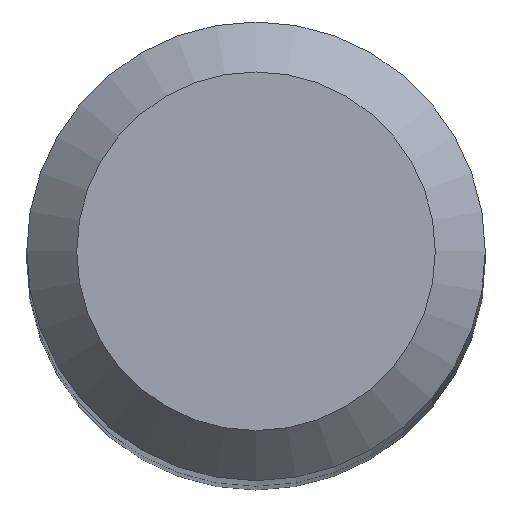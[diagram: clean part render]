
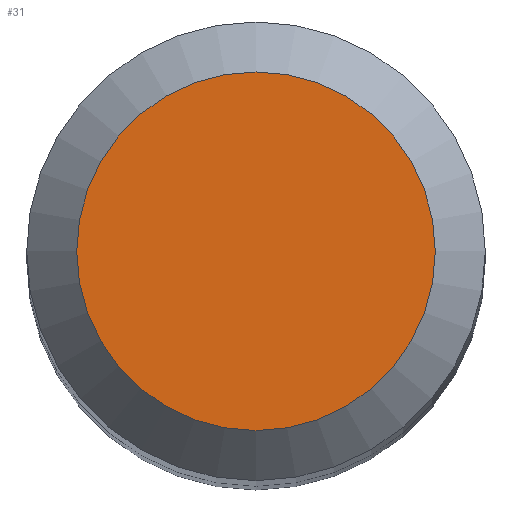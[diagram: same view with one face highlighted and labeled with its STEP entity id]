
A CAD part, top view. The second image highlights one B-rep face of the part: STEP entity #31.
In plain terms, the highlighted planar face has unit normal (0, 0, 1).
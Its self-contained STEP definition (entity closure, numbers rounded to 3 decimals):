
#20 = DIRECTION ( 'NONE',  ( 0., 0., -1. ) ) ;
#22 = DIRECTION ( 'NONE',  ( 0., 1., 0. ) ) ;
#31 = ADVANCED_FACE ( 'NONE', ( #165 ), #176, .F. ) ;
#60 = DIRECTION ( 'NONE',  ( 0., 0., -1. ) ) ;
#61 = CARTESIAN_POINT ( 'NONE',  ( 0., 0., 66. ) ) ;
#65 = AXIS2_PLACEMENT_3D ( 'NONE', #61, #20, #22 ) ;
#85 = CARTESIAN_POINT ( 'NONE',  ( 0., 0., 66. ) ) ;
#91 = AXIS2_PLACEMENT_3D ( 'NONE', #85, #60, #109 ) ;
#98 = CARTESIAN_POINT ( 'NONE',  ( 0., 2.15, 66. ) ) ;
#109 = DIRECTION ( 'NONE',  ( 0., 1., 0. ) ) ;
#110 = EDGE_CURVE ( 'NONE', #171, #171, #146, .T. ) ;
#123 = EDGE_LOOP ( 'NONE', ( #196 ) ) ;
#146 = CIRCLE ( 'NONE', #65, 2.15 ) ;
#165 = FACE_OUTER_BOUND ( 'NONE', #123, .T. ) ;
#171 = VERTEX_POINT ( 'NONE', #98 ) ;
#176 = PLANE ( 'NONE',  #91 ) ;
#196 = ORIENTED_EDGE ( 'NONE', *, *, #110, .F. ) ;
